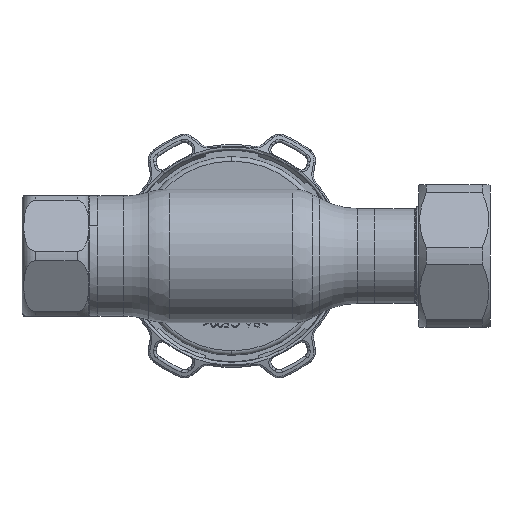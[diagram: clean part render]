
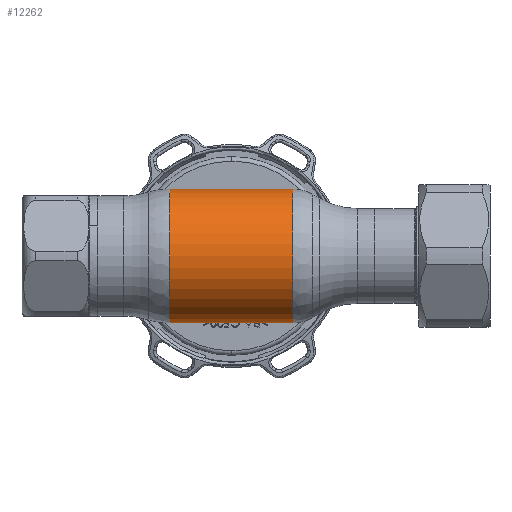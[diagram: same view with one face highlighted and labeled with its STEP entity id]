
A CAD part, front view. The second image highlights one B-rep face of the part: STEP entity #12262.
In plain terms, the highlighted cylindrical face has radius 15 mm (diameter 30 mm), a partial arc.
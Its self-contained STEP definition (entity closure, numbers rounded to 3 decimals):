
#966 = DIRECTION ( 'NONE',  ( 0., 0., -1. ) ) ;
#1000 = VERTEX_POINT ( 'NONE', #35664 ) ;
#1542 = CARTESIAN_POINT ( 'NONE',  ( 13.588, 0., 15. ) ) ;
#3638 = DIRECTION ( 'NONE',  ( 1., 0., 0. ) ) ;
#4505 = CIRCLE ( 'NONE', #21420, 15. ) ;
#5377 = LINE ( 'NONE', #28566, #28768 ) ;
#6188 = DIRECTION ( 'NONE',  ( 0., 0., -1. ) ) ;
#8954 = EDGE_CURVE ( 'NONE', #1000, #32050, #5377, .T. ) ;
#9622 = CARTESIAN_POINT ( 'NONE',  ( 13.588, 0., -15. ) ) ;
#10231 = EDGE_CURVE ( 'NONE', #35224, #32050, #22975, .T. ) ;
#12262 = ADVANCED_FACE ( 'NONE', ( #23323 ), #29326, .T. ) ;
#12943 = CARTESIAN_POINT ( 'NONE',  ( -13.909, 0., 15. ) ) ;
#13606 = ORIENTED_EDGE ( 'NONE', *, *, #35987, .T. ) ;
#17049 = AXIS2_PLACEMENT_3D ( 'NONE', #21396, #3638, #966 ) ;
#17720 = CARTESIAN_POINT ( 'NONE',  ( -13.909, 0., 0. ) ) ;
#21396 = CARTESIAN_POINT ( 'NONE',  ( 62.69, 0., 0. ) ) ;
#21420 = AXIS2_PLACEMENT_3D ( 'NONE', #17720, #29192, #29372 ) ;
#22376 = EDGE_LOOP ( 'NONE', ( #26818, #13606, #25631, #33929 ) ) ;
#22975 = CIRCLE ( 'NONE', #34442, 15. ) ;
#23323 = FACE_OUTER_BOUND ( 'NONE', #22376, .T. ) ;
#25631 = ORIENTED_EDGE ( 'NONE', *, *, #8954, .T. ) ;
#25686 = EDGE_CURVE ( 'NONE', #27318, #35224, #30461, .T. ) ;
#26603 = DIRECTION ( 'NONE',  ( 1., 0., 0. ) ) ;
#26818 = ORIENTED_EDGE ( 'NONE', *, *, #25686, .F. ) ;
#27318 = VERTEX_POINT ( 'NONE', #12943 ) ;
#28566 = CARTESIAN_POINT ( 'NONE',  ( 62.69, 0., -15. ) ) ;
#28768 = VECTOR ( 'NONE', #26603, 1000. ) ;
#28847 = DIRECTION ( 'NONE',  ( 1., 0., 0. ) ) ;
#29192 = DIRECTION ( 'NONE',  ( 1., 0., 0. ) ) ;
#29326 = CYLINDRICAL_SURFACE ( 'NONE', #17049, 15. ) ;
#29372 = DIRECTION ( 'NONE',  ( 0., 0., -1. ) ) ;
#30461 = LINE ( 'NONE', #36352, #31348 ) ;
#31348 = VECTOR ( 'NONE', #33310, 1000. ) ;
#31694 = CARTESIAN_POINT ( 'NONE',  ( 13.588, 0., 0. ) ) ;
#32050 = VERTEX_POINT ( 'NONE', #9622 ) ;
#33310 = DIRECTION ( 'NONE',  ( 1., 0., 0. ) ) ;
#33929 = ORIENTED_EDGE ( 'NONE', *, *, #10231, .F. ) ;
#34442 = AXIS2_PLACEMENT_3D ( 'NONE', #31694, #28847, #6188 ) ;
#35224 = VERTEX_POINT ( 'NONE', #1542 ) ;
#35664 = CARTESIAN_POINT ( 'NONE',  ( -13.909, 0., -15. ) ) ;
#35987 = EDGE_CURVE ( 'NONE', #27318, #1000, #4505, .T. ) ;
#36352 = CARTESIAN_POINT ( 'NONE',  ( 62.69, 0., 15. ) ) ;
